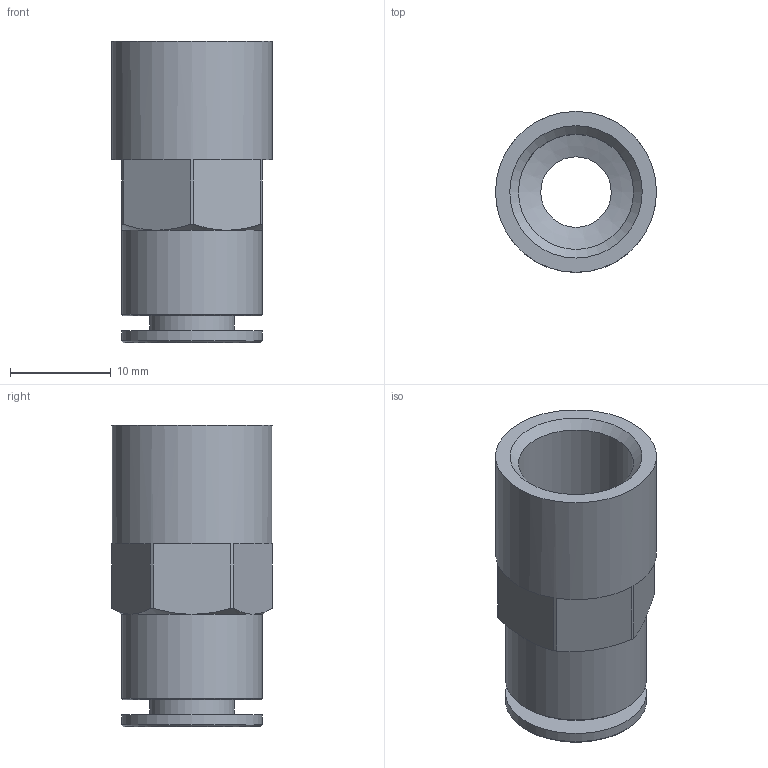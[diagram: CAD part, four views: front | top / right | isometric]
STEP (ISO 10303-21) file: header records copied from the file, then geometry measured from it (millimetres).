
FILE_DESCRIPTION(/* description */ ('STEP AP214'),/* implementation_level */ '2;1');
FILE_NAME(/* name */ '558679_NPQM-D-G14F-Q8-P10',/* time_stamp */ '2024-09-13T05:40:30+02:00',/* author */ ('License CC BY-ND 4.0'),/* organization */ ('CADENAS'),/* preprocessor_version */ 'ST-DEVELOPER v19.3',/* originating_system */ 'PARTsolutions',/* authorisation */ ' ');
FILE_SCHEMA (('AUTOMOTIVE_DESIGN {1 0 10303 214 3 1 1}'));
Length unit declared in the file: millimetre
Products named in the file (1): 558679 NPQM-D-G14F-Q8-P10
Bounding box: 16 x 16 x 30 mm (x, y, z)
Volume: 3006.6 mm3; surface area: 2730.4 mm2
Topology: 1 solids, 1 shells, 36 faces, 80 edges, 48 vertices
Faces by surface type: plane 16, cone 13, cylinder 7
Full cylindrical faces by diameter (mm): 7 x1, 8 x1, 8.4 x1, 11.445 x1, 14 x2, 16 x1
Entity records: 958 total; most frequent: CARTESIAN_POINT 185, DIRECTION 162, ORIENTED_EDGE 130, AXIS2_PLACEMENT_3D 72, EDGE_CURVE 65, EDGE_LOOP 54, FACE_BOUND 54, VERTEX_POINT 47
